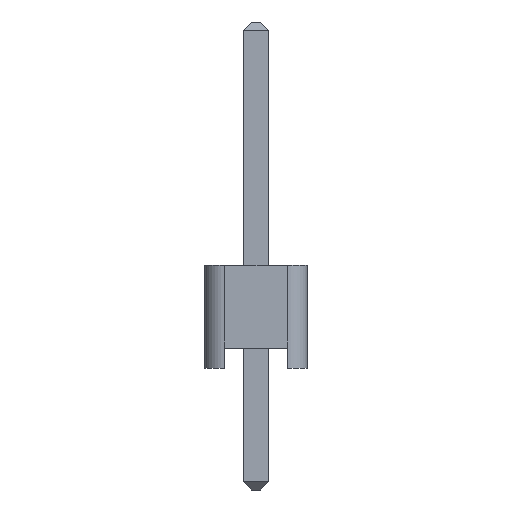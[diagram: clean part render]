
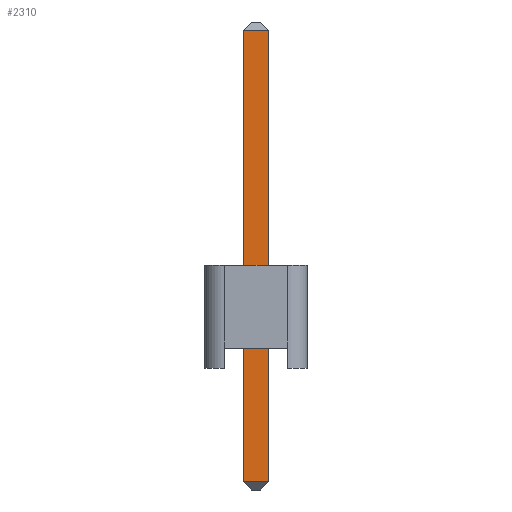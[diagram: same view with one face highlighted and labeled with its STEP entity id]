
A CAD part, left-side view. The second image highlights one B-rep face of the part: STEP entity #2310.
In plain terms, the highlighted planar face has unit normal (-1, 0, 0).
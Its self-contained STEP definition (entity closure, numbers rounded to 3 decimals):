
#2194 = EDGE_CURVE('',#2195,#2197,#2199,.T.);
#2195 = VERTEX_POINT('',#2196);
#2196 = CARTESIAN_POINT('',(-0.32,0.32,0.2));
#2197 = VERTEX_POINT('',#2198);
#2198 = CARTESIAN_POINT('',(-0.32,0.32,11.34));
#2199 = SURFACE_CURVE('',#2200,(#2204,#2216),.PCURVE_S1.);
#2200 = LINE('',#2201,#2202);
#2201 = CARTESIAN_POINT('',(-0.32,0.32,0.));
#2202 = VECTOR('',#2203,1.);
#2203 = DIRECTION('',(0.,0.,1.));
#2204 = PCURVE('',#2205,#2210);
#2205 = PLANE('',#2206);
#2206 = AXIS2_PLACEMENT_3D('',#2207,#2208,#2209);
#2207 = CARTESIAN_POINT('',(-0.32,0.32,0.));
#2208 = DIRECTION('',(0.,1.,0.));
#2209 = DIRECTION('',(1.,0.,0.));
#2210 = DEFINITIONAL_REPRESENTATION('',(#2211),#2215);
#2211 = LINE('',#2212,#2213);
#2212 = CARTESIAN_POINT('',(0.,0.));
#2213 = VECTOR('',#2214,1.);
#2214 = DIRECTION('',(0.,-1.));
#2215 = ( GEOMETRIC_REPRESENTATION_CONTEXT(2) 
PARAMETRIC_REPRESENTATION_CONTEXT() REPRESENTATION_CONTEXT('2D SPACE',''
  ) );
#2216 = PCURVE('',#2217,#2222);
#2217 = PLANE('',#2218);
#2218 = AXIS2_PLACEMENT_3D('',#2219,#2220,#2221);
#2219 = CARTESIAN_POINT('',(-0.32,-0.32,0.));
#2220 = DIRECTION('',(-1.,0.,0.));
#2221 = DIRECTION('',(0.,1.,0.));
#2222 = DEFINITIONAL_REPRESENTATION('',(#2223),#2227);
#2223 = LINE('',#2224,#2225);
#2224 = CARTESIAN_POINT('',(0.64,0.));
#2225 = VECTOR('',#2226,1.);
#2226 = DIRECTION('',(0.,-1.));
#2227 = ( GEOMETRIC_REPRESENTATION_CONTEXT(2) 
PARAMETRIC_REPRESENTATION_CONTEXT() REPRESENTATION_CONTEXT('2D SPACE',''
  ) );
#2310 = ADVANCED_FACE('',(#2311),#2217,.T.);
#2311 = FACE_BOUND('',#2312,.T.);
#2312 = EDGE_LOOP('',(#2313,#2343,#2369,#2370));
#2313 = ORIENTED_EDGE('',*,*,#2314,.T.);
#2314 = EDGE_CURVE('',#2315,#2317,#2319,.T.);
#2315 = VERTEX_POINT('',#2316);
#2316 = CARTESIAN_POINT('',(-0.32,-0.32,0.2));
#2317 = VERTEX_POINT('',#2318);
#2318 = CARTESIAN_POINT('',(-0.32,-0.32,11.34));
#2319 = SURFACE_CURVE('',#2320,(#2324,#2331),.PCURVE_S1.);
#2320 = LINE('',#2321,#2322);
#2321 = CARTESIAN_POINT('',(-0.32,-0.32,0.));
#2322 = VECTOR('',#2323,1.);
#2323 = DIRECTION('',(0.,0.,1.));
#2324 = PCURVE('',#2217,#2325);
#2325 = DEFINITIONAL_REPRESENTATION('',(#2326),#2330);
#2326 = LINE('',#2327,#2328);
#2327 = CARTESIAN_POINT('',(0.,0.));
#2328 = VECTOR('',#2329,1.);
#2329 = DIRECTION('',(0.,-1.));
#2330 = ( GEOMETRIC_REPRESENTATION_CONTEXT(2) 
PARAMETRIC_REPRESENTATION_CONTEXT() REPRESENTATION_CONTEXT('2D SPACE',''
  ) );
#2331 = PCURVE('',#2332,#2337);
#2332 = PLANE('',#2333);
#2333 = AXIS2_PLACEMENT_3D('',#2334,#2335,#2336);
#2334 = CARTESIAN_POINT('',(0.32,-0.32,0.));
#2335 = DIRECTION('',(0.,-1.,0.));
#2336 = DIRECTION('',(-1.,0.,0.));
#2337 = DEFINITIONAL_REPRESENTATION('',(#2338),#2342);
#2338 = LINE('',#2339,#2340);
#2339 = CARTESIAN_POINT('',(0.64,0.));
#2340 = VECTOR('',#2341,1.);
#2341 = DIRECTION('',(0.,-1.));
#2342 = ( GEOMETRIC_REPRESENTATION_CONTEXT(2) 
PARAMETRIC_REPRESENTATION_CONTEXT() REPRESENTATION_CONTEXT('2D SPACE',''
  ) );
#2343 = ORIENTED_EDGE('',*,*,#2344,.T.);
#2344 = EDGE_CURVE('',#2317,#2197,#2345,.T.);
#2345 = SURFACE_CURVE('',#2346,(#2350,#2357),.PCURVE_S1.);
#2346 = LINE('',#2347,#2348);
#2347 = CARTESIAN_POINT('',(-0.32,-0.32,11.34));
#2348 = VECTOR('',#2349,1.);
#2349 = DIRECTION('',(0.,1.,0.));
#2350 = PCURVE('',#2217,#2351);
#2351 = DEFINITIONAL_REPRESENTATION('',(#2352),#2356);
#2352 = LINE('',#2353,#2354);
#2353 = CARTESIAN_POINT('',(0.,-11.34));
#2354 = VECTOR('',#2355,1.);
#2355 = DIRECTION('',(1.,0.));
#2356 = ( GEOMETRIC_REPRESENTATION_CONTEXT(2) 
PARAMETRIC_REPRESENTATION_CONTEXT() REPRESENTATION_CONTEXT('2D SPACE',''
  ) );
#2357 = PCURVE('',#2358,#2363);
#2358 = PLANE('',#2359);
#2359 = AXIS2_PLACEMENT_3D('',#2360,#2361,#2362);
#2360 = CARTESIAN_POINT('',(-0.22,-0.32,11.44));
#2361 = DIRECTION('',(0.707,0.,-0.707
    ));
#2362 = DIRECTION('',(0.,1.,0.));
#2363 = DEFINITIONAL_REPRESENTATION('',(#2364),#2368);
#2364 = LINE('',#2365,#2366);
#2365 = CARTESIAN_POINT('',(0.,-0.141));
#2366 = VECTOR('',#2367,1.);
#2367 = DIRECTION('',(1.,0.));
#2368 = ( GEOMETRIC_REPRESENTATION_CONTEXT(2) 
PARAMETRIC_REPRESENTATION_CONTEXT() REPRESENTATION_CONTEXT('2D SPACE',''
  ) );
#2369 = ORIENTED_EDGE('',*,*,#2194,.F.);
#2370 = ORIENTED_EDGE('',*,*,#2371,.F.);
#2371 = EDGE_CURVE('',#2315,#2195,#2372,.T.);
#2372 = SURFACE_CURVE('',#2373,(#2377,#2384),.PCURVE_S1.);
#2373 = LINE('',#2374,#2375);
#2374 = CARTESIAN_POINT('',(-0.32,-0.32,0.2));
#2375 = VECTOR('',#2376,1.);
#2376 = DIRECTION('',(0.,1.,0.));
#2377 = PCURVE('',#2217,#2378);
#2378 = DEFINITIONAL_REPRESENTATION('',(#2379),#2383);
#2379 = LINE('',#2380,#2381);
#2380 = CARTESIAN_POINT('',(0.,-0.2));
#2381 = VECTOR('',#2382,1.);
#2382 = DIRECTION('',(1.,0.));
#2383 = ( GEOMETRIC_REPRESENTATION_CONTEXT(2) 
PARAMETRIC_REPRESENTATION_CONTEXT() REPRESENTATION_CONTEXT('2D SPACE',''
  ) );
#2384 = PCURVE('',#2385,#2390);
#2385 = PLANE('',#2386);
#2386 = AXIS2_PLACEMENT_3D('',#2387,#2388,#2389);
#2387 = CARTESIAN_POINT('',(-0.22,-0.32,0.1));
#2388 = DIRECTION('',(-0.707,0.,-0.707));
#2389 = DIRECTION('',(0.,1.,0.));
#2390 = DEFINITIONAL_REPRESENTATION('',(#2391),#2395);
#2391 = LINE('',#2392,#2393);
#2392 = CARTESIAN_POINT('',(0.,-0.141));
#2393 = VECTOR('',#2394,1.);
#2394 = DIRECTION('',(1.,0.));
#2395 = ( GEOMETRIC_REPRESENTATION_CONTEXT(2) 
PARAMETRIC_REPRESENTATION_CONTEXT() REPRESENTATION_CONTEXT('2D SPACE',''
  ) );
